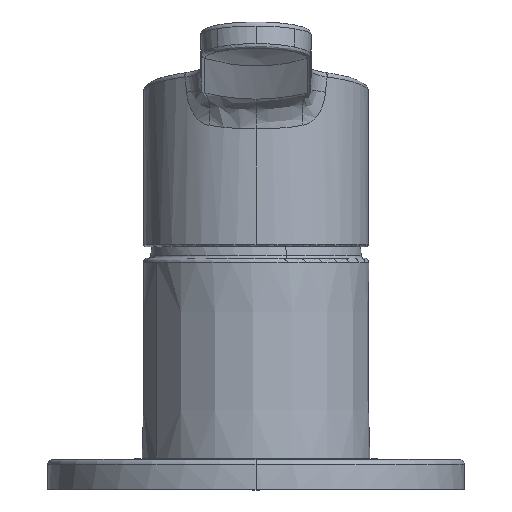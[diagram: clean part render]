
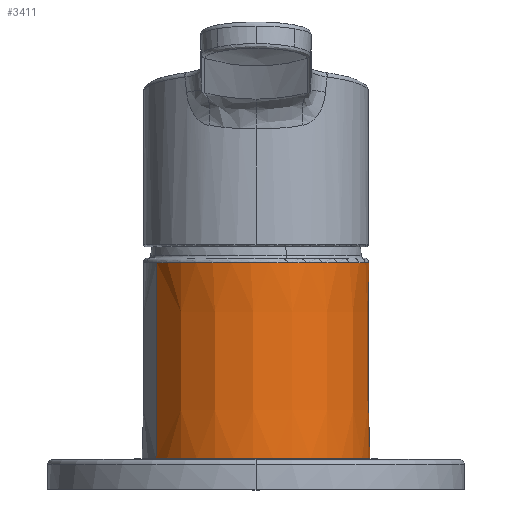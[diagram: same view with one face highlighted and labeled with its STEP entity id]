
A CAD part, front view. The second image highlights one B-rep face of the part: STEP entity #3411.
In plain terms, the highlighted conical face has half-angle 0.229 degrees and reference radius 24.4 mm.
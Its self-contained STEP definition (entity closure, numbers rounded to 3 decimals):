
#90 = CARTESIAN_POINT ( 'NONE',  ( 0., 0., 35.599 ) ) ;
#150 = VERTEX_POINT ( 'NONE', #4997 ) ;
#178 = ORIENTED_EDGE ( 'NONE', *, *, #1187, .F. ) ;
#212 = ORIENTED_EDGE ( 'NONE', *, *, #4985, .T. ) ;
#233 = DIRECTION ( 'NONE',  ( 0.004, 0.002, -1. ) ) ;
#336 = CARTESIAN_POINT ( 'NONE',  ( 21.413, 11.698, 78.9 ) ) ;
#403 = ORIENTED_EDGE ( 'NONE', *, *, #4728, .F. ) ;
#464 = FACE_OUTER_BOUND ( 'NONE', #3911, .T. ) ;
#632 = CARTESIAN_POINT ( 'NONE',  ( 23.627, 6.107, 77.904 ) ) ;
#942 = CARTESIAN_POINT ( 'NONE',  ( -21.413, -11.698, 78.9 ) ) ;
#1187 = EDGE_CURVE ( 'NONE', #5166, #1197, #1956, .T. ) ;
#1197 = VERTEX_POINT ( 'NONE', #5147 ) ;
#1490 = LINE ( 'NONE', #336, #5043 ) ;
#1750 = DIRECTION ( 'NONE',  ( -0.004, -0.002, -1. ) ) ;
#1901 = DIRECTION ( 'NONE',  ( 0., 1., 0. ) ) ;
#1946 = CONICAL_SURFACE ( 'NONE', #3344, 24.4, 0.004 ) ;
#1956 = CIRCLE ( 'NONE', #4622, 24.573 ) ;
#1958 = DIRECTION ( 'NONE',  ( 0., 0., -1. ) ) ;
#2014 = EDGE_CURVE ( 'NONE', #5483, #3063, #4015, .T. ) ;
#2209 = DIRECTION ( 'NONE',  ( 0., 0., 1. ) ) ;
#2268 = CARTESIAN_POINT ( 'NONE',  ( 0., 0., 78.9 ) ) ;
#2330 = CARTESIAN_POINT ( 'NONE',  ( 21.565, 11.781, 35.599 ) ) ;
#2422 = CARTESIAN_POINT ( 'NONE',  ( 0., 0., 77.904 ) ) ;
#2441 = DIRECTION ( 'NONE',  ( 0., 0., 1. ) ) ;
#2455 = DIRECTION ( 'NONE',  ( 1., 0., 0. ) ) ;
#2771 = DIRECTION ( 'NONE',  ( 0., 0., -1. ) ) ;
#3063 = VERTEX_POINT ( 'NONE', #632 ) ;
#3066 = DIRECTION ( 'NONE',  ( 1., 0., 0. ) ) ;
#3135 = VECTOR ( 'NONE', #1750, 1000. ) ;
#3344 = AXIS2_PLACEMENT_3D ( 'NONE', #2268, #2771, #4088 ) ;
#3402 = AXIS2_PLACEMENT_3D ( 'NONE', #5655, #2209, #3066 ) ;
#3411 = ADVANCED_FACE ( 'NONE', ( #464 ), #1946, .T. ) ;
#3472 = CIRCLE ( 'NONE', #4666, 24.404 ) ;
#3645 = ORIENTED_EDGE ( 'NONE', *, *, #2014, .F. ) ;
#3874 = LINE ( 'NONE', #942, #3135 ) ;
#3911 = EDGE_LOOP ( 'NONE', ( #403, #5046, #3645, #212, #178 ) ) ;
#4015 = CIRCLE ( 'NONE', #3402, 24.404 ) ;
#4088 = DIRECTION ( 'NONE',  ( -0.878, -0.479, 0. ) ) ;
#4622 = AXIS2_PLACEMENT_3D ( 'NONE', #90, #1958, #1901 ) ;
#4666 = AXIS2_PLACEMENT_3D ( 'NONE', #2422, #2441, #2455 ) ;
#4728 = EDGE_CURVE ( 'NONE', #150, #5166, #1490, .T. ) ;
#4985 = EDGE_CURVE ( 'NONE', #5483, #1197, #3874, .T. ) ;
#4997 = CARTESIAN_POINT ( 'NONE',  ( 21.417, 11.7, 77.904 ) ) ;
#5043 = VECTOR ( 'NONE', #233, 1000. ) ;
#5046 = ORIENTED_EDGE ( 'NONE', *, *, #5064, .F. ) ;
#5064 = EDGE_CURVE ( 'NONE', #3063, #150, #3472, .T. ) ;
#5147 = CARTESIAN_POINT ( 'NONE',  ( -21.565, -11.781, 35.599 ) ) ;
#5166 = VERTEX_POINT ( 'NONE', #2330 ) ;
#5383 = CARTESIAN_POINT ( 'NONE',  ( -21.417, -11.7, 77.904 ) ) ;
#5483 = VERTEX_POINT ( 'NONE', #5383 ) ;
#5655 = CARTESIAN_POINT ( 'NONE',  ( 0., 0., 77.904 ) ) ;
